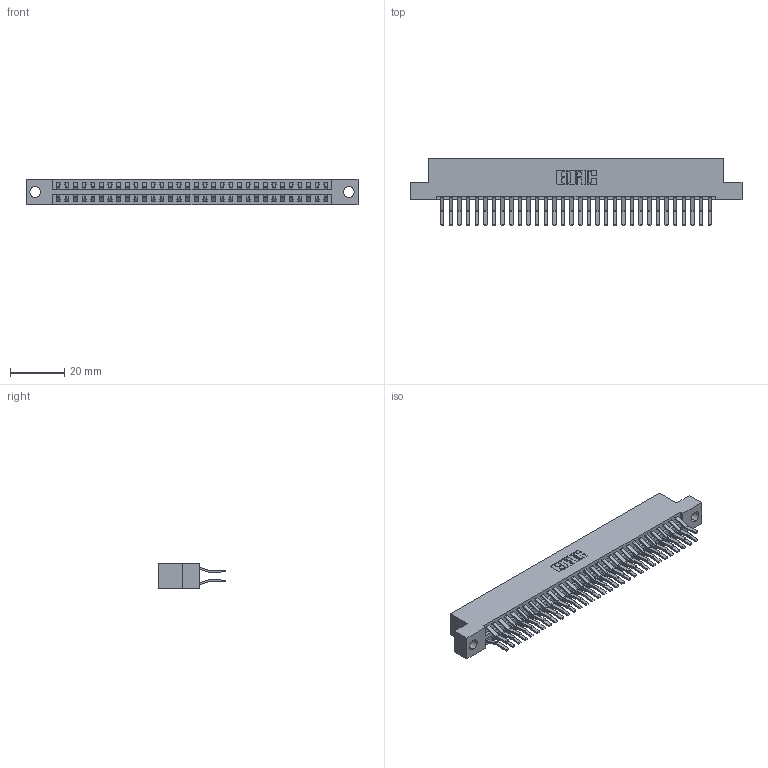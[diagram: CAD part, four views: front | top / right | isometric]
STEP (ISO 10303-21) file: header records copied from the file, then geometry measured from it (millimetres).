
FILE_DESCRIPTION (( 'STEP AP203' ), '1' );
FILE_NAME ('346-064-560-204.STEP', '2022-05-24T16:19:43', ( '' ), ( '' ), 'SwSTEP 2.0', 'SolidWorks 2020', '' );
FILE_SCHEMA (( 'CONFIG_CONTROL_DESIGN' ));
Length unit declared in the file: inch
Products named in the file (3): 346-064-560-204; 345-292-001_560 Tail; 346 Part_Flush Mounting Lugs - 0.156 Dia-TH
Assembly tree (65 placements, depth 2):
  346-064-560-204
    346 Part_Flush Mounting Lugs - 0.156 Dia-TH
    345-292-001_560 Tail  x64
Bounding box: 122.17 x 24.78 x 9.4 mm (x, y, z)
Volume: 12149.4 mm3; surface area: 17510 mm2
Topology: 65 solids, 65 shells, 3592 faces, 10669 edges, 7026 vertices
Faces by surface type: plane 2330, cylinder 1262
Entity records: 22737 total; most frequent: CARTESIAN_POINT 3766, ORIENTED_EDGE 3698, DIRECTION 3373, EDGE_CURVE 1849, LINE 1585, VECTOR 1585, VERTEX_POINT 1230, AXIS2_PLACEMENT_3D 894
